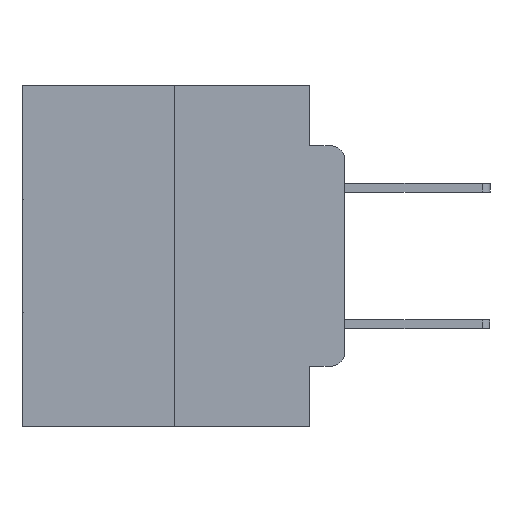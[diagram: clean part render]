
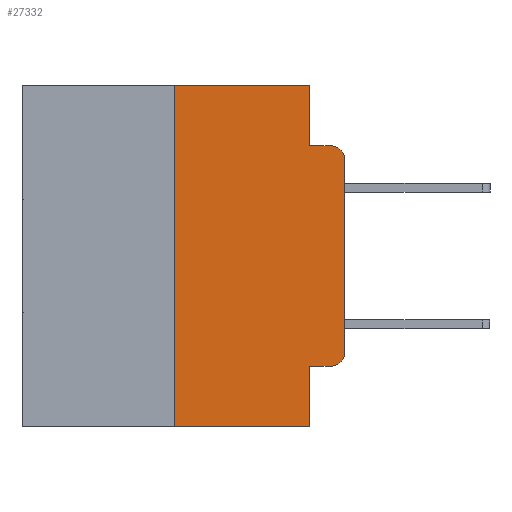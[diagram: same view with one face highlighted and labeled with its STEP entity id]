
A CAD part, left-side view. The second image highlights one B-rep face of the part: STEP entity #27332.
In plain terms, the highlighted planar face has unit normal (-1, 0, 0).
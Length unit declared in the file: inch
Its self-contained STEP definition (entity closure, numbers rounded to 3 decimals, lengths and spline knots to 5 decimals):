
#406 = EDGE_CURVE ( 'NONE', #22336, #3383, #2683, .T. ) ;
#502 = CARTESIAN_POINT ( 'NONE',  ( 0., 0.051, -0.0885 ) ) ;
#602 = VECTOR ( 'NONE', #27138, 39.37008 ) ;
#659 = CARTESIAN_POINT ( 'NONE',  ( 0., 0.02, -0.0885 ) ) ;
#770 = CIRCLE ( 'NONE', #8674, 0.02 ) ;
#1143 = CARTESIAN_POINT ( 'NONE',  ( 0., 0.02, -0.1085 ) ) ;
#1333 = VECTOR ( 'NONE', #15182, 39.37008 ) ;
#1445 = DIRECTION ( 'NONE',  ( 0., -1., 0. ) ) ;
#1724 = LINE ( 'NONE', #20053, #18430 ) ;
#2683 = LINE ( 'NONE', #11994, #1333 ) ;
#3203 = CARTESIAN_POINT ( 'NONE',  ( 0., 0.25, -0.5 ) ) ;
#3383 = VERTEX_POINT ( 'NONE', #22467 ) ;
#3415 = VERTEX_POINT ( 'NONE', #659 ) ;
#3684 = LINE ( 'NONE', #14088, #20344 ) ;
#3993 = ORIENTED_EDGE ( 'NONE', *, *, #4176, .T. ) ;
#4176 = EDGE_CURVE ( 'NONE', #23524, #3415, #770, .T. ) ;
#5232 = ORIENTED_EDGE ( 'NONE', *, *, #11518, .T. ) ;
#5869 = DIRECTION ( 'NONE',  ( 0., 0., -1. ) ) ;
#5955 = VECTOR ( 'NONE', #1445, 39.37008 ) ;
#6173 = DIRECTION ( 'NONE',  ( 0., -1., 0. ) ) ;
#6453 = LINE ( 'NONE', #20620, #602 ) ;
#6805 = EDGE_CURVE ( 'NONE', #9059, #22984, #22460, .T. ) ;
#7072 = CARTESIAN_POINT ( 'NONE',  ( 0., 0.02, -0.3915 ) ) ;
#7177 = CARTESIAN_POINT ( 'NONE',  ( 0., 0.25, 0. ) ) ;
#7232 = CARTESIAN_POINT ( 'NONE',  ( 0., 0.051, -0.5 ) ) ;
#7685 = EDGE_CURVE ( 'NONE', #22613, #22984, #3684, .T. ) ;
#8393 = ORIENTED_EDGE ( 'NONE', *, *, #27991, .F. ) ;
#8674 = AXIS2_PLACEMENT_3D ( 'NONE', #1143, #14236, #24023 ) ;
#8909 = CARTESIAN_POINT ( 'NONE',  ( 0., 0., -0.1085 ) ) ;
#9059 = VERTEX_POINT ( 'NONE', #3203 ) ;
#9247 = DIRECTION ( 'NONE',  ( 0., 0., -1. ) ) ;
#9822 = ORIENTED_EDGE ( 'NONE', *, *, #6805, .T. ) ;
#10238 = VECTOR ( 'NONE', #6173, 39.37008 ) ;
#10748 = DIRECTION ( 'NONE',  ( 0., -1., 0. ) ) ;
#11340 = VERTEX_POINT ( 'NONE', #502 ) ;
#11518 = EDGE_CURVE ( 'NONE', #22422, #23524, #21139, .T. ) ;
#11994 = CARTESIAN_POINT ( 'NONE',  ( 0., 0.473, 0. ) ) ;
#12039 = ORIENTED_EDGE ( 'NONE', *, *, #406, .F. ) ;
#12115 = ORIENTED_EDGE ( 'NONE', *, *, #22766, .T. ) ;
#12596 = CARTESIAN_POINT ( 'NONE',  ( 0., 0.051, -0.4115 ) ) ;
#12626 = EDGE_CURVE ( 'NONE', #28076, #22422, #24103, .T. ) ;
#13533 = EDGE_CURVE ( 'NONE', #9059, #22336, #6453, .T. ) ;
#14088 = CARTESIAN_POINT ( 'NONE',  ( 0., 0.051, 0. ) ) ;
#14236 = DIRECTION ( 'NONE',  ( -1., 0., 0. ) ) ;
#14390 = DIRECTION ( 'NONE',  ( 0., 0., 1. ) ) ;
#14624 = ORIENTED_EDGE ( 'NONE', *, *, #13533, .F. ) ;
#15182 = DIRECTION ( 'NONE',  ( 0., -1., 0. ) ) ;
#16460 = CARTESIAN_POINT ( 'NONE',  ( 0., 0., 0. ) ) ;
#17383 = AXIS2_PLACEMENT_3D ( 'NONE', #27486, #18879, #5869 ) ;
#17517 = LINE ( 'NONE', #18777, #5955 ) ;
#17879 = EDGE_CURVE ( 'NONE', #3383, #11340, #1724, .T. ) ;
#17984 = EDGE_LOOP ( 'NONE', ( #5232, #3993, #8393, #24553, #12039, #14624, #9822, #23551, #12115, #21181 ) ) ;
#18430 = VECTOR ( 'NONE', #22248, 39.37008 ) ;
#18777 = CARTESIAN_POINT ( 'NONE',  ( 0., 0.051, -0.0885 ) ) ;
#18879 = DIRECTION ( 'NONE',  ( 1., 0., 0. ) ) ;
#20053 = CARTESIAN_POINT ( 'NONE',  ( 0., 0.051, 0. ) ) ;
#20151 = VECTOR ( 'NONE', #10748, 39.37008 ) ;
#20344 = VECTOR ( 'NONE', #22686, 39.37008 ) ;
#20620 = CARTESIAN_POINT ( 'NONE',  ( 0., 0.25, 0. ) ) ;
#20668 = AXIS2_PLACEMENT_3D ( 'NONE', #7072, #22247, #9247 ) ;
#21139 = LINE ( 'NONE', #16460, #26195 ) ;
#21181 = ORIENTED_EDGE ( 'NONE', *, *, #12626, .T. ) ;
#21347 = CARTESIAN_POINT ( 'NONE',  ( 0., 0.02, -0.4115 ) ) ;
#21621 = FACE_OUTER_BOUND ( 'NONE', #17984, .T. ) ;
#22247 = DIRECTION ( 'NONE',  ( -1., 0., 0. ) ) ;
#22248 = DIRECTION ( 'NONE',  ( 0., 0., -1. ) ) ;
#22336 = VERTEX_POINT ( 'NONE', #7177 ) ;
#22422 = VERTEX_POINT ( 'NONE', #26962 ) ;
#22460 = LINE ( 'NONE', #24461, #10238 ) ;
#22467 = CARTESIAN_POINT ( 'NONE',  ( 0., 0.051, 0. ) ) ;
#22613 = VERTEX_POINT ( 'NONE', #12596 ) ;
#22686 = DIRECTION ( 'NONE',  ( 0., 0., -1. ) ) ;
#22766 = EDGE_CURVE ( 'NONE', #22613, #28076, #24583, .T. ) ;
#22984 = VERTEX_POINT ( 'NONE', #7232 ) ;
#23524 = VERTEX_POINT ( 'NONE', #8909 ) ;
#23551 = ORIENTED_EDGE ( 'NONE', *, *, #7685, .F. ) ;
#24023 = DIRECTION ( 'NONE',  ( 0., 0., -1. ) ) ;
#24103 = CIRCLE ( 'NONE', #20668, 0.02 ) ;
#24461 = CARTESIAN_POINT ( 'NONE',  ( 0., 0.473, -0.5 ) ) ;
#24553 = ORIENTED_EDGE ( 'NONE', *, *, #17879, .F. ) ;
#24583 = LINE ( 'NONE', #26009, #20151 ) ;
#25336 = PLANE ( 'NONE',  #17383 ) ;
#26009 = CARTESIAN_POINT ( 'NONE',  ( 0., 0.051, -0.4115 ) ) ;
#26195 = VECTOR ( 'NONE', #14390, 39.37008 ) ;
#26962 = CARTESIAN_POINT ( 'NONE',  ( 0., 0., -0.3915 ) ) ;
#27138 = DIRECTION ( 'NONE',  ( 0., 0., 1. ) ) ;
#27332 = ADVANCED_FACE ( 'NONE', ( #21621 ), #25336, .F. ) ;
#27486 = CARTESIAN_POINT ( 'NONE',  ( 0., 0.473, 0. ) ) ;
#27991 = EDGE_CURVE ( 'NONE', #11340, #3415, #17517, .T. ) ;
#28076 = VERTEX_POINT ( 'NONE', #21347 ) ;
